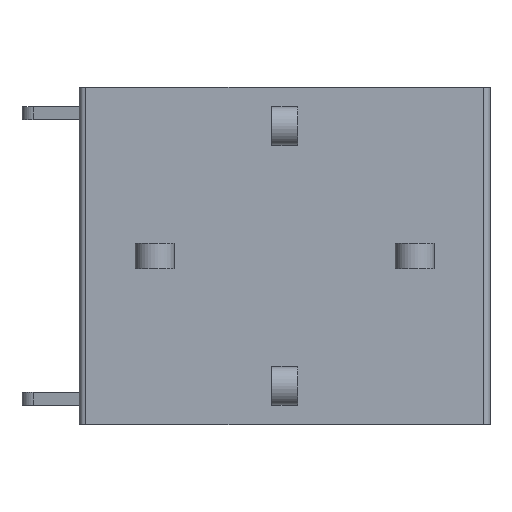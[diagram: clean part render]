
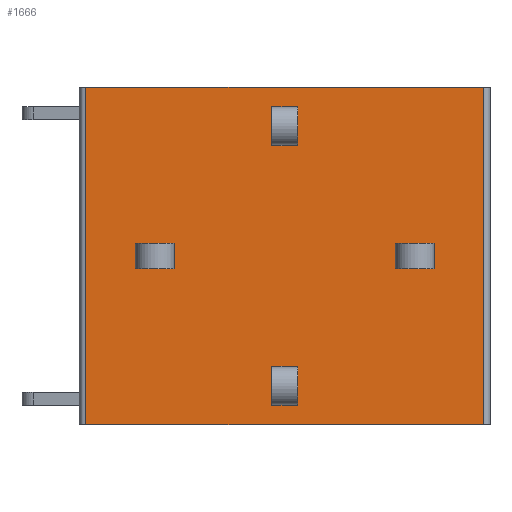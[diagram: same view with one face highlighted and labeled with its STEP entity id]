
A CAD part, front view. The second image highlights one B-rep face of the part: STEP entity #1666.
In plain terms, the highlighted planar face has unit normal (0, -1, 0).
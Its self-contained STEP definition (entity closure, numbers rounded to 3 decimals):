
#9 = LINE ( 'NONE', #1331, #1759 ) ;
#16 = ORIENTED_EDGE ( 'NONE', *, *, #1765, .F. ) ;
#43 = LINE ( 'NONE', #940, #873 ) ;
#64 = DIRECTION ( 'NONE',  ( 1., 0., 0. ) ) ;
#74 = CARTESIAN_POINT ( 'NONE',  ( 145., -145., -130. ) ) ;
#98 = LINE ( 'NONE', #1484, #2878 ) ;
#102 = CARTESIAN_POINT ( 'NONE',  ( -97.995, -145., -10. ) ) ;
#120 = CARTESIAN_POINT ( 'NONE',  ( 102.01, -145., -10. ) ) ;
#146 = ORIENTED_EDGE ( 'NONE', *, *, #2974, .F. ) ;
#192 = VERTEX_POINT ( 'NONE', #2542 ) ;
#297 = DIRECTION ( 'NONE',  ( 0., 0., -1. ) ) ;
#325 = CARTESIAN_POINT ( 'NONE',  ( -117.995, -145., 10. ) ) ;
#353 = EDGE_CURVE ( 'NONE', #2399, #2238, #2763, .T. ) ;
#363 = LINE ( 'NONE', #3169, #1205 ) ;
#376 = EDGE_CURVE ( 'NONE', #621, #2191, #961, .T. ) ;
#395 = VECTOR ( 'NONE', #1469, 1000. ) ;
#421 = EDGE_CURVE ( 'NONE', #2188, #3039, #882, .T. ) ;
#427 = CARTESIAN_POINT ( 'NONE',  ( 102.01, -145., 10. ) ) ;
#434 = CARTESIAN_POINT ( 'NONE',  ( -97.995, -145., 10. ) ) ;
#474 = DIRECTION ( 'NONE',  ( 0., 0., 1. ) ) ;
#533 = VERTEX_POINT ( 'NONE', #553 ) ;
#546 = ORIENTED_EDGE ( 'NONE', *, *, #3098, .F. ) ;
#553 = CARTESIAN_POINT ( 'NONE',  ( -160.985, -145., -130. ) ) ;
#582 = VERTEX_POINT ( 'NONE', #2319 ) ;
#599 = LINE ( 'NONE', #1664, #2714 ) ;
#603 = EDGE_LOOP ( 'NONE', ( #2849, #1704, #3246, #669 ) ) ;
#621 = VERTEX_POINT ( 'NONE', #427 ) ;
#624 = EDGE_CURVE ( 'NONE', #192, #1899, #1577, .T. ) ;
#640 = VECTOR ( 'NONE', #1766, 1000. ) ;
#652 = LINE ( 'NONE', #2254, #1257 ) ;
#669 = ORIENTED_EDGE ( 'NONE', *, *, #2371, .T. ) ;
#730 = DIRECTION ( 'NONE',  ( 1., 0., 0. ) ) ;
#734 = VECTOR ( 'NONE', #2769, 1000. ) ;
#766 = CARTESIAN_POINT ( 'NONE',  ( -97.995, -145., 10. ) ) ;
#793 = EDGE_CURVE ( 'NONE', #2972, #2188, #599, .T. ) ;
#868 = VERTEX_POINT ( 'NONE', #2435 ) ;
#873 = VECTOR ( 'NONE', #1736, 1000. ) ;
#882 = LINE ( 'NONE', #1262, #640 ) ;
#896 = DIRECTION ( 'NONE',  ( 1., 0., 0. ) ) ;
#910 = VECTOR ( 'NONE', #896, 1000. ) ;
#940 = CARTESIAN_POINT ( 'NONE',  ( -160.985, -145., 130. ) ) ;
#961 = LINE ( 'NONE', #3014, #734 ) ;
#976 = DIRECTION ( 'NONE',  ( 0., 0., -1. ) ) ;
#994 = CARTESIAN_POINT ( 'NONE',  ( -160.985, -145., 130. ) ) ;
#1116 = EDGE_CURVE ( 'NONE', #2972, #1903, #1685, .T. ) ;
#1146 = EDGE_LOOP ( 'NONE', ( #2306, #1992, #2058, #546 ) ) ;
#1191 = ORIENTED_EDGE ( 'NONE', *, *, #376, .T. ) ;
#1205 = VECTOR ( 'NONE', #1913, 1000. ) ;
#1257 = VECTOR ( 'NONE', #2222, 1000. ) ;
#1262 = CARTESIAN_POINT ( 'NONE',  ( -117.995, -145., 10. ) ) ;
#1275 = ORIENTED_EDGE ( 'NONE', *, *, #1694, .T. ) ;
#1281 = DIRECTION ( 'NONE',  ( 0., 0., -1. ) ) ;
#1326 = VECTOR ( 'NONE', #730, 1000. ) ;
#1331 = CARTESIAN_POINT ( 'NONE',  ( 82.01, -145., 10. ) ) ;
#1435 = EDGE_CURVE ( 'NONE', #2295, #2238, #363, .T. ) ;
#1469 = DIRECTION ( 'NONE',  ( -1., 0., 0. ) ) ;
#1476 = CARTESIAN_POINT ( 'NONE',  ( -117.995, -145., -10. ) ) ;
#1484 = CARTESIAN_POINT ( 'NONE',  ( -17.992, -145., -110. ) ) ;
#1488 = ORIENTED_EDGE ( 'NONE', *, *, #1435, .F. ) ;
#1495 = CARTESIAN_POINT ( 'NONE',  ( -160.985, -145., 130. ) ) ;
#1510 = CARTESIAN_POINT ( 'NONE',  ( -17.992, -145., -90. ) ) ;
#1518 = DIRECTION ( 'NONE',  ( 0., 0., -1. ) ) ;
#1528 = AXIS2_PLACEMENT_3D ( 'NONE', #1495, #2497, #474 ) ;
#1577 = LINE ( 'NONE', #1836, #1606 ) ;
#1602 = LINE ( 'NONE', #2923, #910 ) ;
#1606 = VECTOR ( 'NONE', #297, 1000. ) ;
#1608 = VECTOR ( 'NONE', #1281, 1000. ) ;
#1664 = CARTESIAN_POINT ( 'NONE',  ( -117.995, -145., 10. ) ) ;
#1666 = ADVANCED_FACE ( 'NONE', ( #1956, #2425, #3103, #2465 ), #1999, .F. ) ;
#1674 = CARTESIAN_POINT ( 'NONE',  ( 2.008, -145., -110. ) ) ;
#1685 = LINE ( 'NONE', #766, #1608 ) ;
#1694 = EDGE_CURVE ( 'NONE', #2088, #2399, #3192, .T. ) ;
#1704 = ORIENTED_EDGE ( 'NONE', *, *, #793, .F. ) ;
#1736 = DIRECTION ( 'NONE',  ( 0., 0., -1. ) ) ;
#1759 = VECTOR ( 'NONE', #2598, 1000. ) ;
#1765 = EDGE_CURVE ( 'NONE', #2261, #582, #9, .T. ) ;
#1766 = DIRECTION ( 'NONE',  ( 0., 0., -1. ) ) ;
#1816 = ORIENTED_EDGE ( 'NONE', *, *, #353, .T. ) ;
#1836 = CARTESIAN_POINT ( 'NONE',  ( 145., -145., 130. ) ) ;
#1899 = VERTEX_POINT ( 'NONE', #74 ) ;
#1903 = VERTEX_POINT ( 'NONE', #102 ) ;
#1913 = DIRECTION ( 'NONE',  ( 1., 0., 0. ) ) ;
#1952 = ORIENTED_EDGE ( 'NONE', *, *, #1982, .T. ) ;
#1956 = FACE_BOUND ( 'NONE', #2301, .T. ) ;
#1982 = EDGE_CURVE ( 'NONE', #2261, #621, #1602, .T. ) ;
#1992 = ORIENTED_EDGE ( 'NONE', *, *, #2421, .T. ) ;
#1999 = PLANE ( 'NONE',  #1528 ) ;
#2033 = DIRECTION ( 'NONE',  ( 1., 0., 0. ) ) ;
#2051 = LINE ( 'NONE', #994, #3070 ) ;
#2058 = ORIENTED_EDGE ( 'NONE', *, *, #624, .F. ) ;
#2088 = VERTEX_POINT ( 'NONE', #2691 ) ;
#2090 = VECTOR ( 'NONE', #976, 1000. ) ;
#2157 = LINE ( 'NONE', #3002, #1326 ) ;
#2188 = VERTEX_POINT ( 'NONE', #325 ) ;
#2191 = VERTEX_POINT ( 'NONE', #120 ) ;
#2222 = DIRECTION ( 'NONE',  ( 1., 0., 0. ) ) ;
#2238 = VERTEX_POINT ( 'NONE', #1674 ) ;
#2254 = CARTESIAN_POINT ( 'NONE',  ( 102.01, -145., -10. ) ) ;
#2261 = VERTEX_POINT ( 'NONE', #2417 ) ;
#2295 = VERTEX_POINT ( 'NONE', #2672 ) ;
#2301 = EDGE_LOOP ( 'NONE', ( #16, #1952, #1191, #146 ) ) ;
#2306 = ORIENTED_EDGE ( 'NONE', *, *, #2353, .T. ) ;
#2319 = CARTESIAN_POINT ( 'NONE',  ( 82.01, -145., -10. ) ) ;
#2353 = EDGE_CURVE ( 'NONE', #868, #533, #43, .T. ) ;
#2367 = DIRECTION ( 'NONE',  ( -1., 0., 0. ) ) ;
#2371 = EDGE_CURVE ( 'NONE', #1903, #3039, #2822, .T. ) ;
#2399 = VERTEX_POINT ( 'NONE', #2488 ) ;
#2417 = CARTESIAN_POINT ( 'NONE',  ( 82.01, -145., 10. ) ) ;
#2421 = EDGE_CURVE ( 'NONE', #533, #1899, #2157, .T. ) ;
#2425 = FACE_BOUND ( 'NONE', #2918, .T. ) ;
#2435 = CARTESIAN_POINT ( 'NONE',  ( -160.985, -145., 130. ) ) ;
#2465 = FACE_BOUND ( 'NONE', #603, .T. ) ;
#2488 = CARTESIAN_POINT ( 'NONE',  ( 2.008, -145., -90. ) ) ;
#2497 = DIRECTION ( 'NONE',  ( 0., 1., 0. ) ) ;
#2542 = CARTESIAN_POINT ( 'NONE',  ( 145., -145., 130. ) ) ;
#2558 = CARTESIAN_POINT ( 'NONE',  ( -117.995, -145., -10. ) ) ;
#2566 = CARTESIAN_POINT ( 'NONE',  ( 2.008, -145., -110. ) ) ;
#2578 = ORIENTED_EDGE ( 'NONE', *, *, #2877, .F. ) ;
#2598 = DIRECTION ( 'NONE',  ( 0., 0., -1. ) ) ;
#2672 = CARTESIAN_POINT ( 'NONE',  ( -17.992, -145., -110. ) ) ;
#2691 = CARTESIAN_POINT ( 'NONE',  ( -17.992, -145., -90. ) ) ;
#2714 = VECTOR ( 'NONE', #2367, 1000. ) ;
#2763 = LINE ( 'NONE', #2566, #2090 ) ;
#2769 = DIRECTION ( 'NONE',  ( 0., 0., -1. ) ) ;
#2822 = LINE ( 'NONE', #1476, #395 ) ;
#2849 = ORIENTED_EDGE ( 'NONE', *, *, #421, .F. ) ;
#2877 = EDGE_CURVE ( 'NONE', #2088, #2295, #98, .T. ) ;
#2878 = VECTOR ( 'NONE', #1518, 1000. ) ;
#2903 = VECTOR ( 'NONE', #2033, 1000. ) ;
#2918 = EDGE_LOOP ( 'NONE', ( #2578, #1275, #1816, #1488 ) ) ;
#2923 = CARTESIAN_POINT ( 'NONE',  ( 102.01, -145., 10. ) ) ;
#2972 = VERTEX_POINT ( 'NONE', #434 ) ;
#2974 = EDGE_CURVE ( 'NONE', #582, #2191, #652, .T. ) ;
#3002 = CARTESIAN_POINT ( 'NONE',  ( -160.985, -145., -130. ) ) ;
#3014 = CARTESIAN_POINT ( 'NONE',  ( 102.01, -145., 10. ) ) ;
#3039 = VERTEX_POINT ( 'NONE', #2558 ) ;
#3070 = VECTOR ( 'NONE', #64, 1000. ) ;
#3098 = EDGE_CURVE ( 'NONE', #868, #192, #2051, .T. ) ;
#3103 = FACE_OUTER_BOUND ( 'NONE', #1146, .T. ) ;
#3169 = CARTESIAN_POINT ( 'NONE',  ( -17.992, -145., -110. ) ) ;
#3192 = LINE ( 'NONE', #1510, #2903 ) ;
#3246 = ORIENTED_EDGE ( 'NONE', *, *, #1116, .T. ) ;
